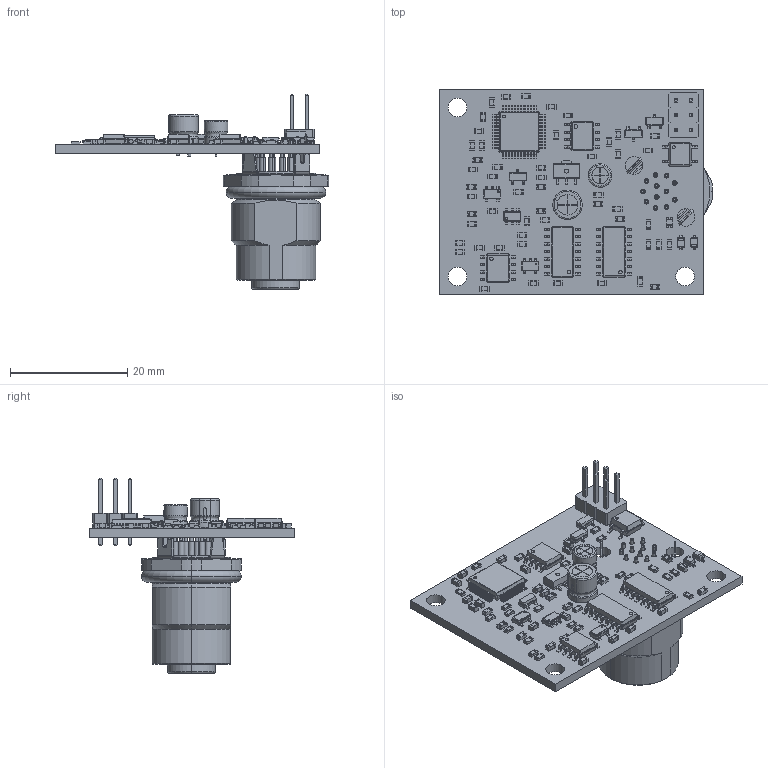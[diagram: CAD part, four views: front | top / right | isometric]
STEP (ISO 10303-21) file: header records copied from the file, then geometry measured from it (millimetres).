
FILE_DESCRIPTION(('KiCad electronic assembly'),'2;1');
FILE_NAME('SDCL.step','2021-12-19T14:51:26',('An Author'),('A Company'), 'Open CASCADE STEP processor 6.9','KiCad to STEP converter','Unknown' );
FILE_SCHEMA(('AUTOMOTIVE_DESIGN { 1 0 10303 214 1 1 1 1 }'));
Length unit declared in the file: millimetre
Products named in the file (36): Open CASCADE STEP translator 6.9 1; Binder_M12-A_12P_Female_86_0532_1120; COMPOUND; R_0603_1608Metric; SOLID; D_0603_1608Metric; C_0603_1608Metric; CP_Radial_D4.0mm_P2.00mm; SC-74-5; SC-74-6; SOIC-8_3.9x4.9mm_P1.27mm; D_SOD-323; SOT-89-3; PinHeader_2x03_P2.54mm_Vertical; SOP-4_3.8x4.1mm_P2.54mm; LQFP-48_7x7mm_P0.5mm; SOIC-14_3.9x8.7mm_P1.27mm; D_SOT-23; SOT-23; CP_Radial_D5.0mm_P2.00mm
Assembly tree (90 placements, depth 3):
  Open CASCADE STEP translator 6.9 1
    Binder_M12-A_12P_Female_86_0532_1120
      COMPOUND
    R_0603_1608Metric  x23
      SOLID
    D_0603_1608Metric  x9
      SOLID
    C_0603_1608Metric  x21
      SOLID
    CP_Radial_D4.0mm_P2.00mm
      SOLID
    SC-74-5  x2
      COMPOUND
    SC-74-6
      COMPOUND
    SOIC-8_3.9x4.9mm_P1.27mm  x2
      SOLID
    D_SOD-323  x2
      SOLID
    SOT-89-3
      SOLID
    PinHeader_2x03_P2.54mm_Vertical
      SOLID
    SOP-4_3.8x4.1mm_P2.54mm
      SOLID
    LQFP-48_7x7mm_P0.5mm
      SOLID
    SOIC-14_3.9x8.7mm_P1.27mm  x2
      SOLID
    D_SOT-23
      SOLID
    SOT-23  x2
      SOLID
    CP_Radial_D5.0mm_P2.00mm
      SOLID
    COMPOUND
Bounding box: 46.6 x 35 x 33.34 mm (x, y, z)
Volume: 5752.7 mm3; surface area: 8264.7 mm2
Topology: 91 solids, 96 shells, 4727 faces, 12068 edges, 7664 vertices
Faces by surface type: plane 2647, cylinder 1227, bspline 677, extrusion 75, cone 66, torus 20, revolution 11, sphere 4
Full cylindrical faces by diameter (mm): 0.3 x2, 0.5 x4, 0.6 x6, 0.7 x1, 0.8 x14, 1 x6, 3 x2, 3.2 x3
Entity records: 198184 total; most frequent: CARTESIAN_POINT 56024, DIRECTION 22524, VECTOR 14955, LINE 14880, ORIENTED_EDGE 13196, PCURVE 13196, DEFINITIONAL_REPRESENTATION 13196, EDGE_CURVE 6606
